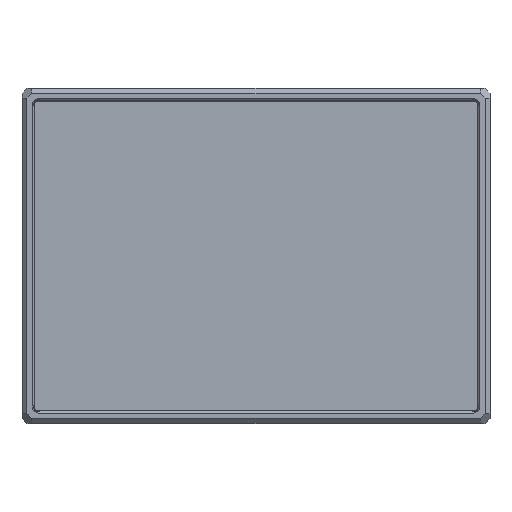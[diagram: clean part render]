
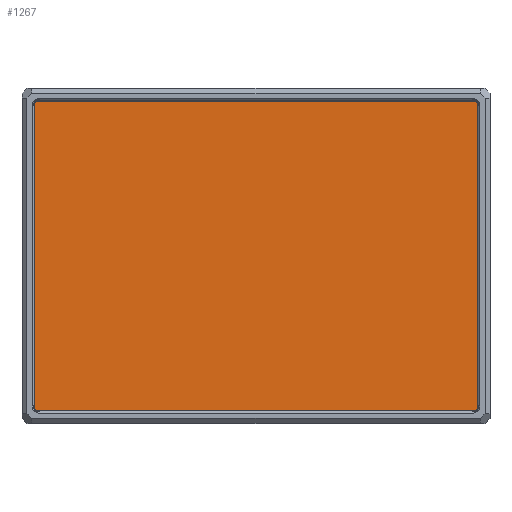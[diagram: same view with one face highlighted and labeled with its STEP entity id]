
A CAD part, top view. The second image highlights one B-rep face of the part: STEP entity #1267.
In plain terms, the highlighted planar face has unit normal (0, 0, 1).
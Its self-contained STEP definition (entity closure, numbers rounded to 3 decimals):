
#40=PLANE('',#1354);
#106=FACE_OUTER_BOUND('',#179,.T.);
#179=EDGE_LOOP('',(#995,#996,#997,#998,#999,#1000,#1001,#1002,#1003,#1004,
#1005,#1006,#1007,#1008));
#241=LINE('',#2691,#372);
#245=LINE('',#2736,#376);
#249=LINE('',#2781,#380);
#255=LINE('',#2829,#386);
#264=LINE('',#2842,#395);
#265=LINE('',#2845,#396);
#269=LINE('',#2852,#400);
#270=LINE('',#2857,#401);
#271=LINE('',#2859,#402);
#272=LINE('',#2861,#403);
#273=LINE('',#2863,#404);
#274=LINE('',#2864,#405);
#372=VECTOR('',#1468,10.);
#376=VECTOR('',#1476,10.);
#380=VECTOR('',#1484,10.);
#386=VECTOR('',#1496,10.);
#395=VECTOR('',#1513,10.);
#396=VECTOR('',#1516,10.);
#400=VECTOR('',#1520,10.);
#401=VECTOR('',#1525,10.);
#402=VECTOR('',#1526,10.);
#403=VECTOR('',#1527,10.);
#404=VECTOR('',#1530,10.);
#405=VECTOR('',#1531,10.);
#506=CIRCLE('',#1355,0.5);
#507=CIRCLE('',#1356,0.5);
#581=VERTEX_POINT('',#2689);
#582=VERTEX_POINT('',#2690);
#584=VERTEX_POINT('',#2734);
#585=VERTEX_POINT('',#2735);
#587=VERTEX_POINT('',#2779);
#588=VERTEX_POINT('',#2780);
#590=VERTEX_POINT('',#2827);
#591=VERTEX_POINT('',#2828);
#592=VERTEX_POINT('',#2844);
#595=VERTEX_POINT('',#2850);
#596=VERTEX_POINT('',#2854);
#597=VERTEX_POINT('',#2856);
#598=VERTEX_POINT('',#2858);
#599=VERTEX_POINT('',#2860);
#714=EDGE_CURVE('',#581,#582,#241,.T.);
#719=EDGE_CURVE('',#584,#585,#245,.T.);
#724=EDGE_CURVE('',#587,#588,#249,.T.);
#731=EDGE_CURVE('',#590,#591,#255,.T.);
#740=EDGE_CURVE('',#582,#587,#264,.T.);
#741=EDGE_CURVE('',#592,#590,#265,.T.);
#745=EDGE_CURVE('',#588,#595,#269,.T.);
#746=EDGE_CURVE('',#596,#595,#506,.F.);
#747=EDGE_CURVE('',#597,#596,#270,.T.);
#748=EDGE_CURVE('',#598,#597,#271,.T.);
#749=EDGE_CURVE('',#599,#598,#272,.T.);
#750=EDGE_CURVE('',#592,#599,#507,.F.);
#751=EDGE_CURVE('',#591,#584,#273,.T.);
#752=EDGE_CURVE('',#585,#581,#274,.T.);
#995=ORIENTED_EDGE('',*,*,#714,.T.);
#996=ORIENTED_EDGE('',*,*,#740,.T.);
#997=ORIENTED_EDGE('',*,*,#724,.T.);
#998=ORIENTED_EDGE('',*,*,#745,.T.);
#999=ORIENTED_EDGE('',*,*,#746,.F.);
#1000=ORIENTED_EDGE('',*,*,#747,.F.);
#1001=ORIENTED_EDGE('',*,*,#748,.F.);
#1002=ORIENTED_EDGE('',*,*,#749,.F.);
#1003=ORIENTED_EDGE('',*,*,#750,.F.);
#1004=ORIENTED_EDGE('',*,*,#741,.T.);
#1005=ORIENTED_EDGE('',*,*,#731,.T.);
#1006=ORIENTED_EDGE('',*,*,#751,.T.);
#1007=ORIENTED_EDGE('',*,*,#719,.T.);
#1008=ORIENTED_EDGE('',*,*,#752,.T.);
#1267=ADVANCED_FACE('',(#106),#40,.T.);
#1354=AXIS2_PLACEMENT_3D('',#2853,#1521,#1522);
#1355=AXIS2_PLACEMENT_3D('',#2855,#1523,#1524);
#1356=AXIS2_PLACEMENT_3D('',#2862,#1528,#1529);
#1468=DIRECTION('',(-0.707,0.707,0.));
#1476=DIRECTION('',(0.707,0.707,0.));
#1484=DIRECTION('',(-0.707,-0.707,0.));
#1496=DIRECTION('',(0.707,-0.707,0.));
#1513=DIRECTION('',(-1.,0.,0.));
#1516=DIRECTION('',(0.,-1.,0.));
#1520=DIRECTION('',(0.,-1.,0.));
#1521=DIRECTION('center_axis',(0.,0.,1.));
#1522=DIRECTION('ref_axis',(1.,0.,0.));
#1523=DIRECTION('center_axis',(0.,0.,-1.));
#1524=DIRECTION('ref_axis',(0.707,-0.707,0.));
#1525=DIRECTION('',(1.,0.,0.));
#1526=DIRECTION('',(0.,1.,0.));
#1527=DIRECTION('',(-1.,0.,0.));
#1528=DIRECTION('center_axis',(0.,0.,-1.));
#1529=DIRECTION('ref_axis',(0.707,0.707,0.));
#1530=DIRECTION('',(1.,0.,0.));
#1531=DIRECTION('',(0.,1.,0.));
#2689=CARTESIAN_POINT('',(51.393,24.272,8.5));
#2690=CARTESIAN_POINT('',(50.893,24.772,8.5));
#2691=CARTESIAN_POINT('',(47.705,27.96,8.5));
#2734=CARTESIAN_POINT('',(50.893,-39.228,8.5));
#2735=CARTESIAN_POINT('',(51.393,-38.728,8.5));
#2736=CARTESIAN_POINT('',(47.705,-42.415,8.5));
#2779=CARTESIAN_POINT('',(-39.607,24.772,8.5));
#2780=CARTESIAN_POINT('',(-40.107,24.272,8.5));
#2781=CARTESIAN_POINT('',(-36.42,27.96,8.5));
#2827=CARTESIAN_POINT('',(-40.107,-38.728,8.5));
#2828=CARTESIAN_POINT('',(-39.607,-39.228,8.5));
#2829=CARTESIAN_POINT('',(-36.42,-42.415,8.5));
#2842=CARTESIAN_POINT('',(-40.107,24.772,8.5));
#2844=CARTESIAN_POINT('',(-40.107,-14.632,8.5));
#2845=CARTESIAN_POINT('',(-40.107,-39.228,8.5));
#2850=CARTESIAN_POINT('',(-40.107,-4.132,8.5));
#2852=CARTESIAN_POINT('',(-40.107,-39.228,8.5));
#2853=CARTESIAN_POINT('Origin',(5.643,-7.228,8.5));
#2854=CARTESIAN_POINT('',(-40.607,-4.632,8.5));
#2855=CARTESIAN_POINT('Origin',(-40.607,-4.132,8.5));
#2856=CARTESIAN_POINT('',(-42.407,-4.632,8.5));
#2857=CARTESIAN_POINT('',(-35.953,-4.632,8.5));
#2858=CARTESIAN_POINT('',(-42.407,-14.132,8.5));
#2859=CARTESIAN_POINT('',(-42.407,10.072,8.5));
#2860=CARTESIAN_POINT('',(-40.607,-14.132,8.5));
#2861=CARTESIAN_POINT('',(-33.353,-14.132,8.5));
#2862=CARTESIAN_POINT('Origin',(-40.607,-14.632,8.5));
#2863=CARTESIAN_POINT('',(51.393,-39.228,8.5));
#2864=CARTESIAN_POINT('',(51.393,24.772,8.5));
